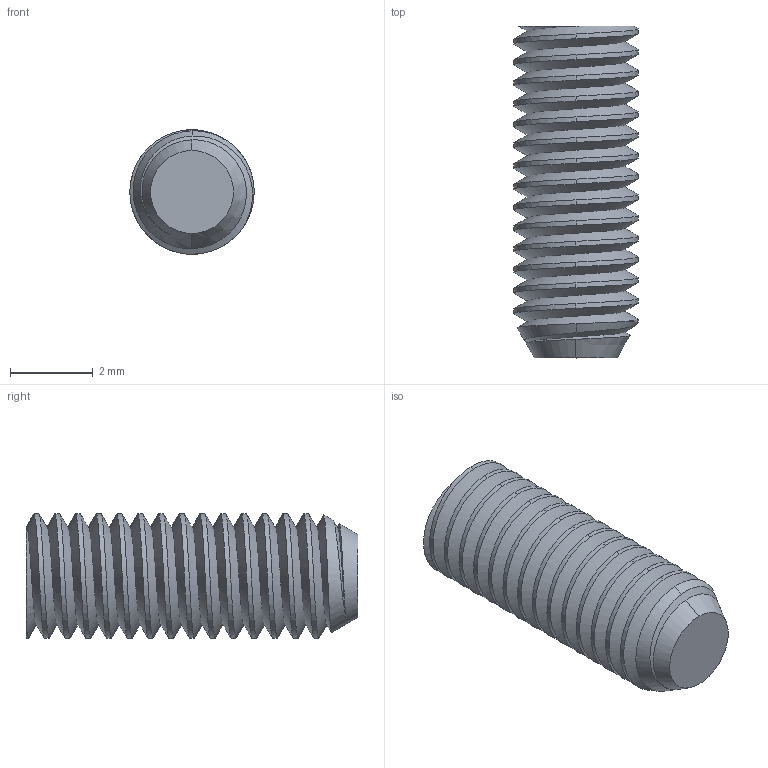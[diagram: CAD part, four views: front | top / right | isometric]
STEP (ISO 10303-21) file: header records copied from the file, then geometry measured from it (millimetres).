
FILE_DESCRIPTION (( 'STEP AP214' ), '1' );
FILE_NAME ('M3 Grub screw.STEP', '2016-09-28T20:26:03', ( '' ), ( '' ), 'SwSTEP 2.0', 'SolidWorks 2015', '' );
FILE_SCHEMA (( 'AUTOMOTIVE_DESIGN' ));
Length unit declared in the file: millimetre
Products named in the file (1): M3 Grub screw
Bounding box: 3 x 8 x 3 mm (x, y, z)
Volume: 44.7 mm3; surface area: 131.4 mm2
Topology: 1 solids, 1 shells, 44 faces, 123 edges, 82 vertices
Faces by surface type: cylinder 30, plane 9, cone 3, bspline 2
Entity records: 2810 total; most frequent: CARTESIAN_POINT 1838, ORIENTED_EDGE 246, DIRECTION 146, EDGE_CURVE 123, VERTEX_POINT 82, VECTOR 50, LINE 50, AXIS2_PLACEMENT_3D 48
